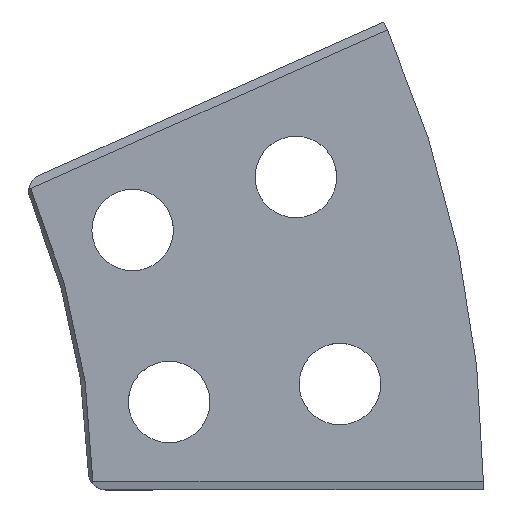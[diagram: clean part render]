
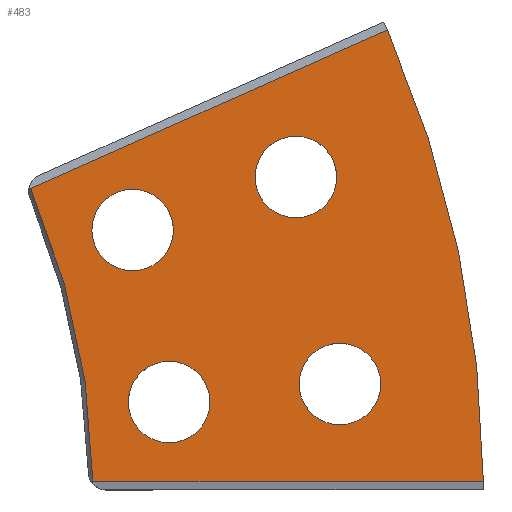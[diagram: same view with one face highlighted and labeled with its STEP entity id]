
A CAD part, top view. The second image highlights one B-rep face of the part: STEP entity #483.
In plain terms, the highlighted planar face has unit normal (0, 0, 1).
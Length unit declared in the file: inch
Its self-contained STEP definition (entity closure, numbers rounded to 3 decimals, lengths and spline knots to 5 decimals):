
#2 = DIRECTION ( 'NONE',  ( 0., 0., -1. ) ) ;
#9 = CIRCLE ( 'NONE', #212, 0.29687 ) ;
#12 = DIRECTION ( 'NONE',  ( 1., 0., 0. ) ) ;
#19 = DIRECTION ( 'NONE',  ( 0.978, 0.208, 0. ) ) ;
#32 = EDGE_CURVE ( 'NONE', #672, #152, #774, .T. ) ;
#43 = ORIENTED_EDGE ( 'NONE', *, *, #32, .T. ) ;
#45 = LINE ( 'NONE', #726, #396 ) ;
#59 = AXIS2_PLACEMENT_3D ( 'NONE', #629, #770, #12 ) ;
#76 = CARTESIAN_POINT ( 'NONE',  ( 7.3346, 0.7709, 0. ) ) ;
#88 = DIRECTION ( 'NONE',  ( 0., 0., 1. ) ) ;
#91 = ORIENTED_EDGE ( 'NONE', *, *, #416, .F. ) ;
#92 = CARTESIAN_POINT ( 'NONE',  ( 0., 0., 0. ) ) ;
#96 = CARTESIAN_POINT ( 'NONE',  ( 7.03772, 0.7709, 0. ) ) ;
#98 = EDGE_CURVE ( 'NONE', #486, #764, #496, .T. ) ;
#99 = DIRECTION ( 'NONE',  ( 0.978, 0.208, 0. ) ) ;
#103 = FACE_BOUND ( 'NONE', #596, .T. ) ;
#104 = VERTEX_POINT ( 'NONE', #311 ) ;
#106 = CARTESIAN_POINT ( 'NONE',  ( 6.71717, 2.279, 0. ) ) ;
#118 = ORIENTED_EDGE ( 'NONE', *, *, #548, .F. ) ;
#119 = CARTESIAN_POINT ( 'NONE',  ( 5.82522, 1.89273, 0. ) ) ;
#133 = VERTEX_POINT ( 'NONE', #786 ) ;
#144 = DIRECTION ( 'NONE',  ( 0., 0., 1. ) ) ;
#152 = VERTEX_POINT ( 'NONE', #306 ) ;
#153 = FACE_BOUND ( 'NONE', #877, .T. ) ;
#154 = VERTEX_POINT ( 'NONE', #368 ) ;
#165 = AXIS2_PLACEMENT_3D ( 'NONE', #92, #88, #361 ) ;
#203 = ORIENTED_EDGE ( 'NONE', *, *, #264, .F. ) ;
#212 = AXIS2_PLACEMENT_3D ( 'NONE', #281, #683, #816 ) ;
#218 = VERTEX_POINT ( 'NONE', #106 ) ;
#219 = FACE_OUTER_BOUND ( 'NONE', #593, .T. ) ;
#230 = ORIENTED_EDGE ( 'NONE', *, *, #523, .T. ) ;
#232 = EDGE_CURVE ( 'NONE', #844, #549, #598, .T. ) ;
#233 = DIRECTION ( 'NONE',  ( 0., 0., 1. ) ) ;
#244 = DIRECTION ( 'NONE',  ( 1., 0., 0. ) ) ;
#264 = EDGE_CURVE ( 'NONE', #445, #154, #9, .T. ) ;
#266 = ORIENTED_EDGE ( 'NONE', *, *, #662, .F. ) ;
#279 = CARTESIAN_POINT ( 'NONE',  ( 5.08249, 2.19445, 0. ) ) ;
#281 = CARTESIAN_POINT ( 'NONE',  ( 7.3346, 0.7709, 0. ) ) ;
#285 = CARTESIAN_POINT ( 'NONE',  ( 5.05449, 2.18199, 0. ) ) ;
#306 = CARTESIAN_POINT ( 'NONE',  ( 7.68072, 3.35126, 0. ) ) ;
#308 = EDGE_LOOP ( 'NONE', ( #91, #266 ) ) ;
#311 = CARTESIAN_POINT ( 'NONE',  ( 5.53565, 0.0625, 0. ) ) ;
#329 = CIRCLE ( 'NONE', #59, 0.29687 ) ;
#338 = DIRECTION ( 'NONE',  ( 1., 0., 0. ) ) ;
#355 = ORIENTED_EDGE ( 'NONE', *, *, #384, .F. ) ;
#361 = DIRECTION ( 'NONE',  ( 1., 0., 0. ) ) ;
#362 = DIRECTION ( 'NONE',  ( 1., 0., 0. ) ) ;
#368 = CARTESIAN_POINT ( 'NONE',  ( 7.63147, 0.7709, 0. ) ) ;
#374 = DIRECTION ( 'NONE',  ( 0.978, 0.208, 0. ) ) ;
#384 = EDGE_CURVE ( 'NONE', #154, #445, #677, .T. ) ;
#386 = DIRECTION ( 'NONE',  ( 0., 0., 1. ) ) ;
#389 = DIRECTION ( 'NONE',  ( 0., 0., 1. ) ) ;
#396 = VECTOR ( 'NONE', #665, 39.37008 ) ;
#402 = ORIENTED_EDGE ( 'NONE', *, *, #800, .T. ) ;
#412 = DIRECTION ( 'NONE',  ( 0., 0., 1. ) ) ;
#416 = EDGE_CURVE ( 'NONE', #133, #218, #609, .T. ) ;
#425 = EDGE_LOOP ( 'NONE', ( #355, #203 ) ) ;
#428 = LINE ( 'NONE', #285, #621 ) ;
#435 = AXIS2_PLACEMENT_3D ( 'NONE', #655, #386, #99 ) ;
#437 = AXIS2_PLACEMENT_3D ( 'NONE', #76, #144, #338 ) ;
#445 = VERTEX_POINT ( 'NONE', #96 ) ;
#460 = CARTESIAN_POINT ( 'NONE',  ( 5.79457, 0.64024, 0. ) ) ;
#483 = ADVANCED_FACE ( 'NONE', ( #559, #826, #153, #103, #219 ), #765, .T. ) ;
#484 = ORIENTED_EDGE ( 'NONE', *, *, #797, .F. ) ;
#486 = VERTEX_POINT ( 'NONE', #627 ) ;
#495 = CARTESIAN_POINT ( 'NONE',  ( 6.38832, 0.64024, 0. ) ) ;
#496 = CIRCLE ( 'NONE', #435, 0.29688 ) ;
#498 = CARTESIAN_POINT ( 'NONE',  ( 0., 0., 0. ) ) ;
#504 = ORIENTED_EDGE ( 'NONE', *, *, #232, .F. ) ;
#523 = EDGE_CURVE ( 'NONE', #104, #672, #45, .T. ) ;
#535 = CARTESIAN_POINT ( 'NONE',  ( 8.37977, 0.0625, 0. ) ) ;
#537 = AXIS2_PLACEMENT_3D ( 'NONE', #747, #679, #872 ) ;
#548 = EDGE_CURVE ( 'NONE', #764, #486, #584, .T. ) ;
#549 = VERTEX_POINT ( 'NONE', #460 ) ;
#559 = FACE_BOUND ( 'NONE', #308, .T. ) ;
#564 = DIRECTION ( 'NONE',  ( -0.914, -0.407, 0. ) ) ;
#565 = AXIS2_PLACEMENT_3D ( 'NONE', #772, #705, #19 ) ;
#584 = CIRCLE ( 'NONE', #688, 0.29688 ) ;
#593 = EDGE_LOOP ( 'NONE', ( #402, #808, #230, #43 ) ) ;
#596 = EDGE_LOOP ( 'NONE', ( #504, #484 ) ) ;
#598 = CIRCLE ( 'NONE', #875, 0.29687 ) ;
#605 = DIRECTION ( 'NONE',  ( 1., 0., 0. ) ) ;
#609 = CIRCLE ( 'NONE', #565, 0.29688 ) ;
#621 = VECTOR ( 'NONE', #564, 39.37008 ) ;
#627 = CARTESIAN_POINT ( 'NONE',  ( 5.52835, 1.89273, 0. ) ) ;
#629 = CARTESIAN_POINT ( 'NONE',  ( 6.09145, 0.64024, 0. ) ) ;
#637 = VERTEX_POINT ( 'NONE', #279 ) ;
#655 = CARTESIAN_POINT ( 'NONE',  ( 5.82522, 1.89273, 0. ) ) ;
#662 = EDGE_CURVE ( 'NONE', #218, #133, #850, .T. ) ;
#665 = DIRECTION ( 'NONE',  ( 1., 0., 0. ) ) ;
#672 = VERTEX_POINT ( 'NONE', #535 ) ;
#677 = CIRCLE ( 'NONE', #437, 0.29687 ) ;
#679 = DIRECTION ( 'NONE',  ( 0., 0., 1. ) ) ;
#683 = DIRECTION ( 'NONE',  ( 0., 0., 1. ) ) ;
#688 = AXIS2_PLACEMENT_3D ( 'NONE', #119, #389, #374 ) ;
#705 = DIRECTION ( 'NONE',  ( 0., 0., 1. ) ) ;
#716 = CARTESIAN_POINT ( 'NONE',  ( 6.09145, 0.64024, 0. ) ) ;
#726 = CARTESIAN_POINT ( 'NONE',  ( 0., 0.0625, 0. ) ) ;
#730 = EDGE_CURVE ( 'NONE', #637, #104, #866, .T. ) ;
#742 = AXIS2_PLACEMENT_3D ( 'NONE', #498, #412, #362 ) ;
#747 = CARTESIAN_POINT ( 'NONE',  ( 7.01404, 2.279, 0. ) ) ;
#764 = VERTEX_POINT ( 'NONE', #839 ) ;
#765 = PLANE ( 'NONE',  #165 ) ;
#770 = DIRECTION ( 'NONE',  ( 0., 0., 1. ) ) ;
#772 = CARTESIAN_POINT ( 'NONE',  ( 7.01404, 2.279, 0. ) ) ;
#774 = CIRCLE ( 'NONE', #742, 8.38 ) ;
#778 = AXIS2_PLACEMENT_3D ( 'NONE', #814, #2, #605 ) ;
#786 = CARTESIAN_POINT ( 'NONE',  ( 7.31092, 2.279, 0. ) ) ;
#797 = EDGE_CURVE ( 'NONE', #549, #844, #329, .T. ) ;
#800 = EDGE_CURVE ( 'NONE', #152, #637, #428, .T. ) ;
#808 = ORIENTED_EDGE ( 'NONE', *, *, #730, .T. ) ;
#814 = CARTESIAN_POINT ( 'NONE',  ( 0., 0., 0. ) ) ;
#816 = DIRECTION ( 'NONE',  ( 1., 0., 0. ) ) ;
#826 = FACE_BOUND ( 'NONE', #425, .T. ) ;
#839 = CARTESIAN_POINT ( 'NONE',  ( 6.1221, 1.89273, 0. ) ) ;
#844 = VERTEX_POINT ( 'NONE', #495 ) ;
#850 = CIRCLE ( 'NONE', #537, 0.29688 ) ;
#864 = ORIENTED_EDGE ( 'NONE', *, *, #98, .F. ) ;
#866 = CIRCLE ( 'NONE', #778, 5.536 ) ;
#872 = DIRECTION ( 'NONE',  ( 0.978, 0.208, 0. ) ) ;
#875 = AXIS2_PLACEMENT_3D ( 'NONE', #716, #233, #244 ) ;
#877 = EDGE_LOOP ( 'NONE', ( #118, #864 ) ) ;
